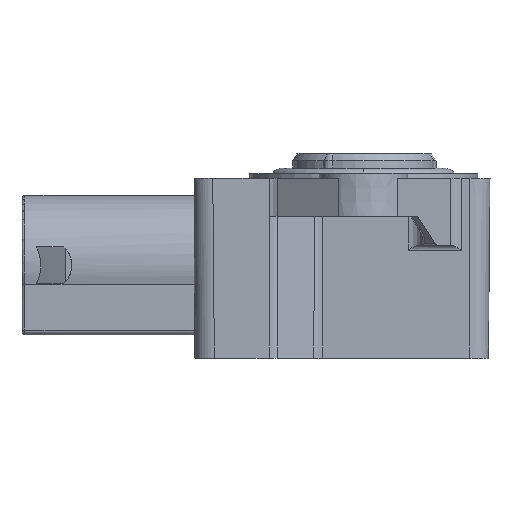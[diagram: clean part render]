
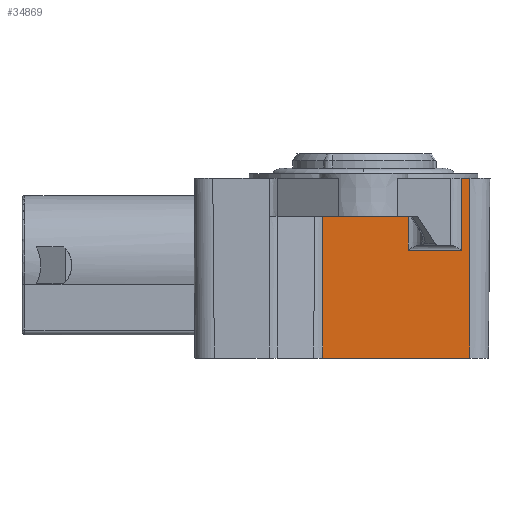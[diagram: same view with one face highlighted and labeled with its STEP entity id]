
A CAD part, front view. The second image highlights one B-rep face of the part: STEP entity #34869.
In plain terms, the highlighted planar face has unit normal (0, -1, -0.009).
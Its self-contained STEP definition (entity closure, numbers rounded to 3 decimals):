
#2465 = FACE_OUTER_BOUND ( 'NONE', #35834, .T. ) ;
#2466 = PLANE ( 'NONE',  #20211 ) ;
#2476 = CARTESIAN_POINT ( 'NONE',  ( 0., -11.8, -9.45 ) ) ;
#2477 = DIRECTION ( 'NONE',  ( 0., -1., -0.009 ) ) ;
#2478 = DIRECTION ( 'NONE',  ( 0., 0.009, -1. ) ) ;
#5070 = VECTOR ( 'NONE', #6757, 1000. ) ;
#5076 = VECTOR ( 'NONE', #6769, 1000. ) ;
#5077 = VECTOR ( 'NONE', #6772, 1000. ) ;
#5085 = VECTOR ( 'NONE', #6797, 1000. ) ;
#5208 = VECTOR ( 'NONE', #7191, 1000. ) ;
#5213 = VECTOR ( 'NONE', #7225, 1000. ) ;
#5220 = VECTOR ( 'NONE', #7327, 1000. ) ;
#5336 = VECTOR ( 'NONE', #7562, 1000. ) ;
#6754 = LINE ( 'NONE', #6756, #5070 ) ;
#6756 = CARTESIAN_POINT ( 'NONE',  ( 0., -11.879, -0.45 ) ) ;
#6757 = DIRECTION ( 'NONE',  ( -1., 0., 0. ) ) ;
#6767 = LINE ( 'NONE', #6768, #5076 ) ;
#6768 = CARTESIAN_POINT ( 'NONE',  ( 11., -11.8, -9.45 ) ) ;
#6769 = DIRECTION ( 'NONE',  ( 0., -0.009, 1. ) ) ;
#6770 = LINE ( 'NONE', #6771, #5077 ) ;
#6771 = CARTESIAN_POINT ( 'NONE',  ( 0., -11.814, -7.896 ) ) ;
#6772 = DIRECTION ( 'NONE',  ( -1., 0., 0. ) ) ;
#6795 = LINE ( 'NONE', #6796, #5085 ) ;
#6796 = CARTESIAN_POINT ( 'NONE',  ( 0., -11.844, -4.4 ) ) ;
#6797 = DIRECTION ( 'NONE',  ( -1., 0., 0. ) ) ;
#7189 = LINE ( 'NONE', #7190, #5208 ) ;
#7190 = CARTESIAN_POINT ( 'NONE',  ( 0., -11.716, -19.05 ) ) ;
#7191 = DIRECTION ( 'NONE',  ( -1., 0., 0. ) ) ;
#7205 = CARTESIAN_POINT ( 'NONE',  ( 4.615, -11.8, -9.45 ) ) ;
#7221 = LINE ( 'NONE', #7205, #5213 ) ;
#7225 = DIRECTION ( 'NONE',  ( 0., -0.009, 1. ) ) ;
#7315 = CARTESIAN_POINT ( 'NONE',  ( 10.098, -11.8, -9.45 ) ) ;
#7321 = LINE ( 'NONE', #7315, #5220 ) ;
#7327 = DIRECTION ( 'NONE',  ( 0., 0.009, -1. ) ) ;
#7553 = CARTESIAN_POINT ( 'NONE',  ( -4.231, -11.8, -9.45 ) ) ;
#7554 = LINE ( 'NONE', #7553, #5336 ) ;
#7562 = DIRECTION ( 'NONE',  ( 0., 0.009, -1. ) ) ;
#8729 = ORIENTED_EDGE ( 'NONE', *, *, #35391, .T. ) ;
#8825 = ORIENTED_EDGE ( 'NONE', *, *, #35170, .T. ) ;
#8926 = ORIENTED_EDGE ( 'NONE', *, *, #35320, .T. ) ;
#8962 = ORIENTED_EDGE ( 'NONE', *, *, #35284, .F. ) ;
#15397 = CARTESIAN_POINT ( 'NONE',  ( 11., -11.716, -19.05 ) ) ;
#15419 = CARTESIAN_POINT ( 'NONE',  ( 4.615, -11.814, -7.896 ) ) ;
#15420 = CARTESIAN_POINT ( 'NONE',  ( 10.098, -11.814, -7.896 ) ) ;
#15439 = CARTESIAN_POINT ( 'NONE',  ( -4.231, -11.716, -19.05 ) ) ;
#15457 = CARTESIAN_POINT ( 'NONE',  ( 10.098, -11.879, -0.45 ) ) ;
#15461 = CARTESIAN_POINT ( 'NONE',  ( 11., -11.879, -0.45 ) ) ;
#15516 = CARTESIAN_POINT ( 'NONE',  ( 4.615, -11.844, -4.4 ) ) ;
#15554 = CARTESIAN_POINT ( 'NONE',  ( -4.231, -11.844, -4.4 ) ) ;
#20211 = AXIS2_PLACEMENT_3D ( 'NONE', #2476, #2477, #2478 ) ;
#21171 = ORIENTED_EDGE ( 'NONE', *, *, #35164, .T. ) ;
#22165 = VERTEX_POINT ( 'NONE', #15397 ) ;
#22287 = VERTEX_POINT ( 'NONE', #15419 ) ;
#22321 = VERTEX_POINT ( 'NONE', #15420 ) ;
#22363 = VERTEX_POINT ( 'NONE', #15439 ) ;
#22405 = VERTEX_POINT ( 'NONE', #15457 ) ;
#22440 = VERTEX_POINT ( 'NONE', #15461 ) ;
#22632 = VERTEX_POINT ( 'NONE', #15516 ) ;
#22695 = VERTEX_POINT ( 'NONE', #15554 ) ;
#34073 = ORIENTED_EDGE ( 'NONE', *, *, #35175, .T. ) ;
#34079 = ORIENTED_EDGE ( 'NONE', *, *, #35294, .T. ) ;
#34113 = ORIENTED_EDGE ( 'NONE', *, *, #35169, .T. ) ;
#34869 = ADVANCED_FACE ( 'NONE', ( #2465 ), #2466, .T. ) ;
#35164 = EDGE_CURVE ( 'NONE', #22440, #22405, #6754, .T. ) ;
#35169 = EDGE_CURVE ( 'NONE', #22165, #22440, #6767, .T. ) ;
#35170 = EDGE_CURVE ( 'NONE', #22321, #22287, #6770, .T. ) ;
#35175 = EDGE_CURVE ( 'NONE', #22632, #22695, #6795, .T. ) ;
#35284 = EDGE_CURVE ( 'NONE', #22165, #22363, #7189, .T. ) ;
#35294 = EDGE_CURVE ( 'NONE', #22287, #22632, #7221, .T. ) ;
#35320 = EDGE_CURVE ( 'NONE', #22405, #22321, #7321, .T. ) ;
#35391 = EDGE_CURVE ( 'NONE', #22695, #22363, #7554, .T. ) ;
#35834 = EDGE_LOOP ( 'NONE', ( #8926, #8825, #34079, #34073, #8729, #8962, #34113, #21171 ) ) ;
